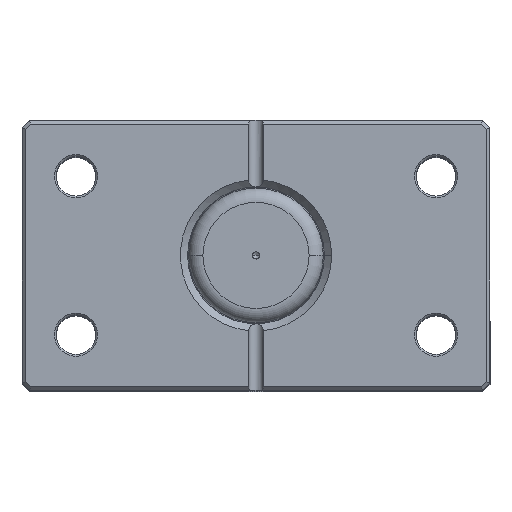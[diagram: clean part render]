
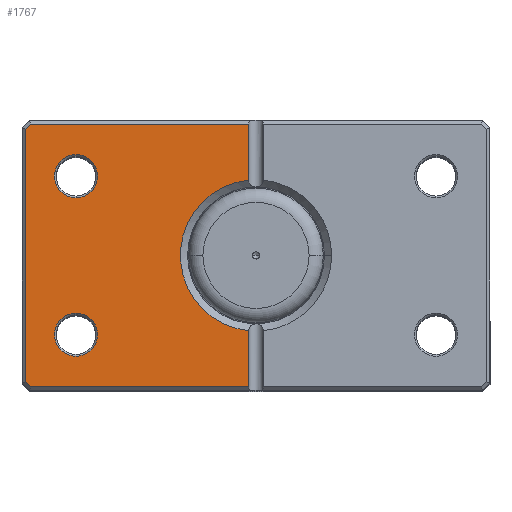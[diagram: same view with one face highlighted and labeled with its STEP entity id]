
A CAD part, top view. The second image highlights one B-rep face of the part: STEP entity #1767.
In plain terms, the highlighted face is planar.
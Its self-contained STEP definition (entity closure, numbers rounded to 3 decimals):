
#110 = EDGE_CURVE ( 'NONE', #2692, #2587, #2931, .T. ) ;
#321 = VECTOR ( 'NONE', #5175, 1000. ) ;
#357 = EDGE_CURVE ( 'NONE', #5503, #3524, #4246, .T. ) ;
#435 = DIRECTION ( 'NONE',  ( 0., 1., 0. ) ) ;
#469 = DIRECTION ( 'NONE',  ( 0., 0., 1. ) ) ;
#493 = DIRECTION ( 'NONE',  ( 0.707, -0.707, 0. ) ) ;
#514 = EDGE_CURVE ( 'NONE', #653, #2098, #1352, .T. ) ;
#525 = EDGE_CURVE ( 'NONE', #5949, #6231, #2528, .T. ) ;
#615 = EDGE_CURVE ( 'NONE', #2330, #1670, #2374, .T. ) ;
#653 = VERTEX_POINT ( 'NONE', #5374 ) ;
#771 = CARTESIAN_POINT ( 'NONE',  ( 62.586, 36.5, 0. ) ) ;
#786 = LINE ( 'NONE', #1624, #3238 ) ;
#807 = ORIENTED_EDGE ( 'NONE', *, *, #1496, .T. ) ;
#997 = DIRECTION ( 'NONE',  ( -0.707, -0.707, 0. ) ) ;
#1022 = LINE ( 'NONE', #4376, #4740 ) ;
#1093 = CARTESIAN_POINT ( 'NONE',  ( 2., -20.905, 0. ) ) ;
#1140 = EDGE_LOOP ( 'NONE', ( #2337, #2406, #2835, #6132, #1869, #3650, #1220, #1431 ) ) ;
#1200 = CARTESIAN_POINT ( 'NONE',  ( 44., -22., 0. ) ) ;
#1220 = ORIENTED_EDGE ( 'NONE', *, *, #2310, .T. ) ;
#1260 = CARTESIAN_POINT ( 'NONE',  ( 56., -22., 0. ) ) ;
#1352 = CIRCLE ( 'NONE', #1381, 6. ) ;
#1358 = DIRECTION ( 'NONE',  ( 1., 0., 0. ) ) ;
#1381 = AXIS2_PLACEMENT_3D ( 'NONE', #5252, #2385, #5762 ) ;
#1431 = ORIENTED_EDGE ( 'NONE', *, *, #110, .T. ) ;
#1496 = EDGE_CURVE ( 'NONE', #2098, #653, #3418, .T. ) ;
#1624 = CARTESIAN_POINT ( 'NONE',  ( 2., 37.5, 0. ) ) ;
#1637 = DIRECTION ( 'NONE',  ( 1., 0., 0. ) ) ;
#1670 = VERTEX_POINT ( 'NONE', #771 ) ;
#1693 = LINE ( 'NONE', #3372, #3005 ) ;
#1723 = FACE_BOUND ( 'NONE', #2039, .T. ) ;
#1767 = ADVANCED_FACE ( 'NONE', ( #1723, #2892, #4160 ), #2340, .F. ) ;
#1869 = ORIENTED_EDGE ( 'NONE', *, *, #4237, .T. ) ;
#1922 = CARTESIAN_POINT ( 'NONE',  ( 0., 0., 0. ) ) ;
#2016 = CARTESIAN_POINT ( 'NONE',  ( 0., 36.5, 0. ) ) ;
#2039 = EDGE_LOOP ( 'NONE', ( #5019, #4212 ) ) ;
#2044 = DIRECTION ( 'NONE',  ( 1., 0., 0. ) ) ;
#2098 = VERTEX_POINT ( 'NONE', #5544 ) ;
#2115 = AXIS2_PLACEMENT_3D ( 'NONE', #2853, #5250, #5390 ) ;
#2135 = DIRECTION ( 'NONE',  ( 0., 1., 0. ) ) ;
#2310 = EDGE_CURVE ( 'NONE', #6231, #2692, #3431, .T. ) ;
#2330 = VERTEX_POINT ( 'NONE', #2997 ) ;
#2337 = ORIENTED_EDGE ( 'NONE', *, *, #5688, .T. ) ;
#2340 = PLANE ( 'NONE',  #5226 ) ;
#2374 = LINE ( 'NONE', #2016, #3362 ) ;
#2385 = DIRECTION ( 'NONE',  ( 0., 0., 1. ) ) ;
#2406 = ORIENTED_EDGE ( 'NONE', *, *, #5110, .T. ) ;
#2422 = DIRECTION ( 'NONE',  ( 1., 0., 0. ) ) ;
#2528 = LINE ( 'NONE', #3363, #4921 ) ;
#2587 = VERTEX_POINT ( 'NONE', #4136 ) ;
#2692 = VERTEX_POINT ( 'NONE', #4383 ) ;
#2835 = ORIENTED_EDGE ( 'NONE', *, *, #5415, .T. ) ;
#2853 = CARTESIAN_POINT ( 'NONE',  ( 50., 22., 0. ) ) ;
#2877 = DIRECTION ( 'NONE',  ( 0., -1., 0. ) ) ;
#2892 = FACE_BOUND ( 'NONE', #4918, .T. ) ;
#2931 = LINE ( 'NONE', #5657, #321 ) ;
#2997 = CARTESIAN_POINT ( 'NONE',  ( 2., 36.5, 0. ) ) ;
#3005 = VECTOR ( 'NONE', #435, 1000. ) ;
#3098 = VERTEX_POINT ( 'NONE', #5709 ) ;
#3238 = VECTOR ( 'NONE', #2135, 1000. ) ;
#3362 = VECTOR ( 'NONE', #2044, 1000. ) ;
#3363 = CARTESIAN_POINT ( 'NONE',  ( 64., 0., 0. ) ) ;
#3372 = CARTESIAN_POINT ( 'NONE',  ( 2., 37.5, 0. ) ) ;
#3405 = CARTESIAN_POINT ( 'NONE',  ( 50., -22., 0. ) ) ;
#3418 = CIRCLE ( 'NONE', #2115, 6. ) ;
#3431 = LINE ( 'NONE', #4880, #5839 ) ;
#3524 = VERTEX_POINT ( 'NONE', #1260 ) ;
#3612 = CARTESIAN_POINT ( 'NONE',  ( 50., -22., 0. ) ) ;
#3650 = ORIENTED_EDGE ( 'NONE', *, *, #525, .T. ) ;
#3799 = CARTESIAN_POINT ( 'NONE',  ( 0., 0., 0. ) ) ;
#3819 = CARTESIAN_POINT ( 'NONE',  ( 64., -35.086, 0. ) ) ;
#3886 = DIRECTION ( 'NONE',  ( 1., 0., 0. ) ) ;
#4088 = DIRECTION ( 'NONE',  ( 0., 0., 1. ) ) ;
#4125 = AXIS2_PLACEMENT_3D ( 'NONE', #3612, #4088, #1637 ) ;
#4136 = CARTESIAN_POINT ( 'NONE',  ( 2., -36.5, 0. ) ) ;
#4160 = FACE_OUTER_BOUND ( 'NONE', #1140, .T. ) ;
#4169 = ORIENTED_EDGE ( 'NONE', *, *, #514, .T. ) ;
#4212 = ORIENTED_EDGE ( 'NONE', *, *, #6299, .T. ) ;
#4237 = EDGE_CURVE ( 'NONE', #1670, #5949, #1022, .T. ) ;
#4246 = CIRCLE ( 'NONE', #4125, 6. ) ;
#4266 = DIRECTION ( 'NONE',  ( 0., 0., 1. ) ) ;
#4361 = CIRCLE ( 'NONE', #5669, 21. ) ;
#4376 = CARTESIAN_POINT ( 'NONE',  ( 49.543, 49.543, 0. ) ) ;
#4383 = CARTESIAN_POINT ( 'NONE',  ( 62.586, -36.5, 0. ) ) ;
#4469 = CARTESIAN_POINT ( 'NONE',  ( 64., 35.086, 0. ) ) ;
#4479 = VERTEX_POINT ( 'NONE', #1093 ) ;
#4740 = VECTOR ( 'NONE', #493, 1000. ) ;
#4880 = CARTESIAN_POINT ( 'NONE',  ( 49.543, -49.543, 0. ) ) ;
#4918 = EDGE_LOOP ( 'NONE', ( #4169, #807 ) ) ;
#4921 = VECTOR ( 'NONE', #2877, 1000. ) ;
#5019 = ORIENTED_EDGE ( 'NONE', *, *, #357, .T. ) ;
#5110 = EDGE_CURVE ( 'NONE', #4479, #3098, #4361, .T. ) ;
#5175 = DIRECTION ( 'NONE',  ( -1., 0., 0. ) ) ;
#5226 = AXIS2_PLACEMENT_3D ( 'NONE', #3799, #4266, #1358 ) ;
#5250 = DIRECTION ( 'NONE',  ( 0., 0., 1. ) ) ;
#5252 = CARTESIAN_POINT ( 'NONE',  ( 50., 22., 0. ) ) ;
#5298 = DIRECTION ( 'NONE',  ( 0., 0., 1. ) ) ;
#5374 = CARTESIAN_POINT ( 'NONE',  ( 44., 22., 0. ) ) ;
#5390 = DIRECTION ( 'NONE',  ( 1., 0., 0. ) ) ;
#5415 = EDGE_CURVE ( 'NONE', #3098, #2330, #786, .T. ) ;
#5503 = VERTEX_POINT ( 'NONE', #1200 ) ;
#5544 = CARTESIAN_POINT ( 'NONE',  ( 56., 22., 0. ) ) ;
#5657 = CARTESIAN_POINT ( 'NONE',  ( 0., -36.5, 0. ) ) ;
#5669 = AXIS2_PLACEMENT_3D ( 'NONE', #1922, #5298, #2422 ) ;
#5688 = EDGE_CURVE ( 'NONE', #2587, #4479, #1693, .T. ) ;
#5709 = CARTESIAN_POINT ( 'NONE',  ( 2., 20.905, 0. ) ) ;
#5762 = DIRECTION ( 'NONE',  ( 1., 0., 0. ) ) ;
#5839 = VECTOR ( 'NONE', #997, 1000. ) ;
#5860 = AXIS2_PLACEMENT_3D ( 'NONE', #3405, #469, #3886 ) ;
#5949 = VERTEX_POINT ( 'NONE', #4469 ) ;
#6090 = CIRCLE ( 'NONE', #5860, 6. ) ;
#6132 = ORIENTED_EDGE ( 'NONE', *, *, #615, .T. ) ;
#6231 = VERTEX_POINT ( 'NONE', #3819 ) ;
#6299 = EDGE_CURVE ( 'NONE', #3524, #5503, #6090, .T. ) ;
